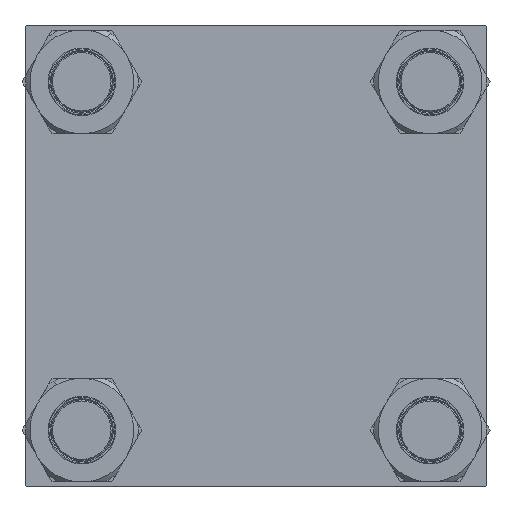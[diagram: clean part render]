
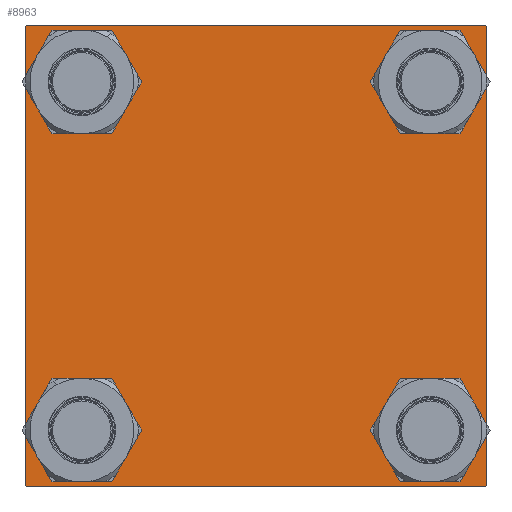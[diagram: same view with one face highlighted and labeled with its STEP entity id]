
A CAD part, left-side view. The second image highlights one B-rep face of the part: STEP entity #8963.
In plain terms, the highlighted planar face has unit normal (-1, 0, 0).
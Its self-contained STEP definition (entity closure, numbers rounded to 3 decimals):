
#1145 = CIRCLE ( 'NONE', #43080, 14. ) ;
#1638 = VECTOR ( 'NONE', #46894, 1000. ) ;
#2243 = EDGE_CURVE ( 'NONE', #25695, #5983, #47040, .T. ) ;
#2259 = EDGE_LOOP ( 'NONE', ( #45929, #37599 ) ) ;
#2268 = VERTEX_POINT ( 'NONE', #7549 ) ;
#2303 = LINE ( 'NONE', #33718, #3355 ) ;
#2423 = EDGE_CURVE ( 'NONE', #13310, #43762, #1145, .T. ) ;
#3028 = CARTESIAN_POINT ( 'NONE',  ( 0., 0., 0. ) ) ;
#3053 = CARTESIAN_POINT ( 'NONE',  ( 0., 102.5, 102.5 ) ) ;
#3286 = CARTESIAN_POINT ( 'NONE',  ( 0., -77.45, -77.45 ) ) ;
#3355 = VECTOR ( 'NONE', #49414, 1000. ) ;
#3446 = ORIENTED_EDGE ( 'NONE', *, *, #34999, .T. ) ;
#4832 = CARTESIAN_POINT ( 'NONE',  ( 0., 77.45, -77.45 ) ) ;
#5983 = VERTEX_POINT ( 'NONE', #35750 ) ;
#6070 = CIRCLE ( 'NONE', #19230, 14. ) ;
#6218 = CARTESIAN_POINT ( 'NONE',  ( 0., 77.45, -77.45 ) ) ;
#7012 = CARTESIAN_POINT ( 'NONE',  ( 0., 102.25, 102.25 ) ) ;
#7151 = DIRECTION ( 'NONE',  ( 0., 0., 1. ) ) ;
#7549 = CARTESIAN_POINT ( 'NONE',  ( 0., 102.5, 102. ) ) ;
#7651 = PLANE ( 'NONE',  #29569 ) ;
#7839 = CARTESIAN_POINT ( 'NONE',  ( 0., -102.5, -102. ) ) ;
#7971 = ORIENTED_EDGE ( 'NONE', *, *, #18342, .T. ) ;
#8127 = DIRECTION ( 'NONE',  ( 0., 0.707, 0.707 ) ) ;
#8801 = EDGE_CURVE ( 'NONE', #40838, #2268, #42295, .T. ) ;
#8963 = ADVANCED_FACE ( 'NONE', ( #23099, #38826, #31589, #27232, #15376 ), #7651, .T. ) ;
#9239 = CARTESIAN_POINT ( 'NONE',  ( 0., 77.45, 77.45 ) ) ;
#9575 = DIRECTION ( 'NONE',  ( 0., 0., 1. ) ) ;
#10178 = VECTOR ( 'NONE', #42197, 1000. ) ;
#10268 = LINE ( 'NONE', #3053, #10178 ) ;
#11177 = EDGE_CURVE ( 'NONE', #5983, #25695, #12398, .T. ) ;
#11528 = EDGE_CURVE ( 'NONE', #41584, #36748, #2303, .T. ) ;
#11554 = AXIS2_PLACEMENT_3D ( 'NONE', #28902, #48458, #9575 ) ;
#11693 = CARTESIAN_POINT ( 'NONE',  ( 0., 77.45, 63.45 ) ) ;
#12398 = CIRCLE ( 'NONE', #11554, 14. ) ;
#12509 = CIRCLE ( 'NONE', #24859, 14. ) ;
#12534 = EDGE_LOOP ( 'NONE', ( #20866, #25718 ) ) ;
#12602 = DIRECTION ( 'NONE',  ( 0., 0., 1. ) ) ;
#12724 = CARTESIAN_POINT ( 'NONE',  ( 0., 102., 102.5 ) ) ;
#12727 = DIRECTION ( 'NONE',  ( 0., 0., 1. ) ) ;
#12922 = VERTEX_POINT ( 'NONE', #36242 ) ;
#13310 = VERTEX_POINT ( 'NONE', #17611 ) ;
#13388 = AXIS2_PLACEMENT_3D ( 'NONE', #37181, #33310, #12727 ) ;
#13586 = DIRECTION ( 'NONE',  ( 1., 0., 0. ) ) ;
#14081 = CARTESIAN_POINT ( 'NONE',  ( 0., 77.45, 77.45 ) ) ;
#14280 = ORIENTED_EDGE ( 'NONE', *, *, #20136, .T. ) ;
#14430 = CARTESIAN_POINT ( 'NONE',  ( 0., 102.5, -102.5 ) ) ;
#14484 = DIRECTION ( 'NONE',  ( 0., 0.707, -0.707 ) ) ;
#15351 = LINE ( 'NONE', #31060, #22241 ) ;
#15376 = FACE_OUTER_BOUND ( 'NONE', #34507, .T. ) ;
#15545 = ORIENTED_EDGE ( 'NONE', *, *, #20364, .T. ) ;
#16392 = VERTEX_POINT ( 'NONE', #27660 ) ;
#16683 = DIRECTION ( 'NONE',  ( 0., 0., 1. ) ) ;
#16730 = AXIS2_PLACEMENT_3D ( 'NONE', #3286, #39334, #7151 ) ;
#17611 = CARTESIAN_POINT ( 'NONE',  ( 0., 77.45, -91.45 ) ) ;
#17994 = EDGE_CURVE ( 'NONE', #43762, #13310, #6070, .T. ) ;
#18342 = EDGE_CURVE ( 'NONE', #12922, #36748, #22701, .T. ) ;
#18347 = CIRCLE ( 'NONE', #16730, 14. ) ;
#19230 = AXIS2_PLACEMENT_3D ( 'NONE', #4832, #20534, #16683 ) ;
#19281 = ORIENTED_EDGE ( 'NONE', *, *, #8801, .T. ) ;
#19637 = LINE ( 'NONE', #27388, #30703 ) ;
#19801 = EDGE_CURVE ( 'NONE', #16392, #34257, #35593, .T. ) ;
#20136 = EDGE_CURVE ( 'NONE', #36698, #12922, #49709, .T. ) ;
#20364 = EDGE_CURVE ( 'NONE', #34257, #16392, #18347, .T. ) ;
#20534 = DIRECTION ( 'NONE',  ( 1., 0., 0. ) ) ;
#20866 = ORIENTED_EDGE ( 'NONE', *, *, #44930, .T. ) ;
#21191 = VERTEX_POINT ( 'NONE', #35995 ) ;
#21356 = CARTESIAN_POINT ( 'NONE',  ( 0., -77.45, -63.45 ) ) ;
#21833 = EDGE_CURVE ( 'NONE', #40838, #37219, #10268, .T. ) ;
#21857 = CARTESIAN_POINT ( 'NONE',  ( 0., 77.45, -63.45 ) ) ;
#22160 = VECTOR ( 'NONE', #14484, 1000. ) ;
#22241 = VECTOR ( 'NONE', #8127, 1000. ) ;
#22701 = LINE ( 'NONE', #38939, #32406 ) ;
#23099 = FACE_BOUND ( 'NONE', #28505, .T. ) ;
#23198 = CARTESIAN_POINT ( 'NONE',  ( 0., 102.25, -102.25 ) ) ;
#23502 = DIRECTION ( 'NONE',  ( 0., 0., 1. ) ) ;
#24859 = AXIS2_PLACEMENT_3D ( 'NONE', #14081, #13586, #29041 ) ;
#25563 = CIRCLE ( 'NONE', #37079, 14. ) ;
#25695 = VERTEX_POINT ( 'NONE', #47919 ) ;
#25718 = ORIENTED_EDGE ( 'NONE', *, *, #41560, .T. ) ;
#25746 = VECTOR ( 'NONE', #35530, 1000. ) ;
#26579 = DIRECTION ( 'NONE',  ( 0., -0.707, 0.707 ) ) ;
#27232 = FACE_BOUND ( 'NONE', #12534, .T. ) ;
#27388 = CARTESIAN_POINT ( 'NONE',  ( 0., 102.5, 102.5 ) ) ;
#27489 = DIRECTION ( 'NONE',  ( -1., 0., 0. ) ) ;
#27636 = DIRECTION ( 'NONE',  ( 1., 0., 0. ) ) ;
#27660 = CARTESIAN_POINT ( 'NONE',  ( 0., -77.45, -91.45 ) ) ;
#27891 = DIRECTION ( 'NONE',  ( 0., 0., -1. ) ) ;
#27989 = ORIENTED_EDGE ( 'NONE', *, *, #11177, .T. ) ;
#28505 = EDGE_LOOP ( 'NONE', ( #27989, #46258 ) ) ;
#28902 = CARTESIAN_POINT ( 'NONE',  ( 0., -77.45, 77.45 ) ) ;
#28968 = AXIS2_PLACEMENT_3D ( 'NONE', #50538, #27636, #23502 ) ;
#29041 = DIRECTION ( 'NONE',  ( 0., 0., 1. ) ) ;
#29569 = AXIS2_PLACEMENT_3D ( 'NONE', #3028, #27489, #38326 ) ;
#30703 = VECTOR ( 'NONE', #27891, 1000. ) ;
#31060 = CARTESIAN_POINT ( 'NONE',  ( 0., -102.25, 102.25 ) ) ;
#31458 = ORIENTED_EDGE ( 'NONE', *, *, #21833, .F. ) ;
#31589 = FACE_BOUND ( 'NONE', #2259, .T. ) ;
#32406 = VECTOR ( 'NONE', #26579, 1000. ) ;
#32903 = CARTESIAN_POINT ( 'NONE',  ( 0., -102., 102.5 ) ) ;
#33310 = DIRECTION ( 'NONE',  ( 1., 0., 0. ) ) ;
#33718 = CARTESIAN_POINT ( 'NONE',  ( 0., -102.5, 102.5 ) ) ;
#34257 = VERTEX_POINT ( 'NONE', #21356 ) ;
#34507 = EDGE_LOOP ( 'NONE', ( #38336, #3446, #14280, #7971, #48625, #42541, #31458, #19281 ) ) ;
#34999 = EDGE_CURVE ( 'NONE', #48602, #36698, #38930, .T. ) ;
#35390 = CARTESIAN_POINT ( 'NONE',  ( 0., 102., -102.5 ) ) ;
#35530 = DIRECTION ( 'NONE',  ( 0., -1., 0. ) ) ;
#35593 = CIRCLE ( 'NONE', #13388, 14. ) ;
#35750 = CARTESIAN_POINT ( 'NONE',  ( 0., -77.45, 91.45 ) ) ;
#35995 = CARTESIAN_POINT ( 'NONE',  ( 0., 77.45, 91.45 ) ) ;
#36242 = CARTESIAN_POINT ( 'NONE',  ( 0., -102., -102.5 ) ) ;
#36698 = VERTEX_POINT ( 'NONE', #35390 ) ;
#36748 = VERTEX_POINT ( 'NONE', #7839 ) ;
#36805 = VERTEX_POINT ( 'NONE', #11693 ) ;
#37079 = AXIS2_PLACEMENT_3D ( 'NONE', #9239, #48375, #12602 ) ;
#37140 = DIRECTION ( 'NONE',  ( 1., 0., 0. ) ) ;
#37181 = CARTESIAN_POINT ( 'NONE',  ( 0., -77.45, -77.45 ) ) ;
#37219 = VERTEX_POINT ( 'NONE', #32903 ) ;
#37504 = EDGE_CURVE ( 'NONE', #41584, #37219, #15351, .T. ) ;
#37599 = ORIENTED_EDGE ( 'NONE', *, *, #2423, .T. ) ;
#38326 = DIRECTION ( 'NONE',  ( 0., 0., 1. ) ) ;
#38336 = ORIENTED_EDGE ( 'NONE', *, *, #48064, .T. ) ;
#38826 = FACE_BOUND ( 'NONE', #41204, .T. ) ;
#38930 = LINE ( 'NONE', #23198, #1638 ) ;
#38939 = CARTESIAN_POINT ( 'NONE',  ( 0., -102.25, -102.25 ) ) ;
#39334 = DIRECTION ( 'NONE',  ( 1., 0., 0. ) ) ;
#40838 = VERTEX_POINT ( 'NONE', #12724 ) ;
#41204 = EDGE_LOOP ( 'NONE', ( #15545, #47905 ) ) ;
#41560 = EDGE_CURVE ( 'NONE', #36805, #21191, #25563, .T. ) ;
#41584 = VERTEX_POINT ( 'NONE', #48136 ) ;
#41749 = DIRECTION ( 'NONE',  ( 0., 0., 1. ) ) ;
#42197 = DIRECTION ( 'NONE',  ( 0., -1., 0. ) ) ;
#42295 = LINE ( 'NONE', #7012, #22160 ) ;
#42541 = ORIENTED_EDGE ( 'NONE', *, *, #37504, .T. ) ;
#43080 = AXIS2_PLACEMENT_3D ( 'NONE', #6218, #37140, #41749 ) ;
#43762 = VERTEX_POINT ( 'NONE', #21857 ) ;
#44930 = EDGE_CURVE ( 'NONE', #21191, #36805, #12509, .T. ) ;
#45929 = ORIENTED_EDGE ( 'NONE', *, *, #17994, .T. ) ;
#46258 = ORIENTED_EDGE ( 'NONE', *, *, #2243, .T. ) ;
#46894 = DIRECTION ( 'NONE',  ( 0., -0.707, -0.707 ) ) ;
#47040 = CIRCLE ( 'NONE', #28968, 14. ) ;
#47905 = ORIENTED_EDGE ( 'NONE', *, *, #19801, .T. ) ;
#47919 = CARTESIAN_POINT ( 'NONE',  ( 0., -77.45, 63.45 ) ) ;
#48064 = EDGE_CURVE ( 'NONE', #2268, #48602, #19637, .T. ) ;
#48136 = CARTESIAN_POINT ( 'NONE',  ( 0., -102.5, 102. ) ) ;
#48375 = DIRECTION ( 'NONE',  ( 1., 0., 0. ) ) ;
#48458 = DIRECTION ( 'NONE',  ( 1., 0., 0. ) ) ;
#48602 = VERTEX_POINT ( 'NONE', #49113 ) ;
#48625 = ORIENTED_EDGE ( 'NONE', *, *, #11528, .F. ) ;
#49113 = CARTESIAN_POINT ( 'NONE',  ( 0., 102.5, -102. ) ) ;
#49414 = DIRECTION ( 'NONE',  ( 0., 0., -1. ) ) ;
#49709 = LINE ( 'NONE', #14430, #25746 ) ;
#50538 = CARTESIAN_POINT ( 'NONE',  ( 0., -77.45, 77.45 ) ) ;
